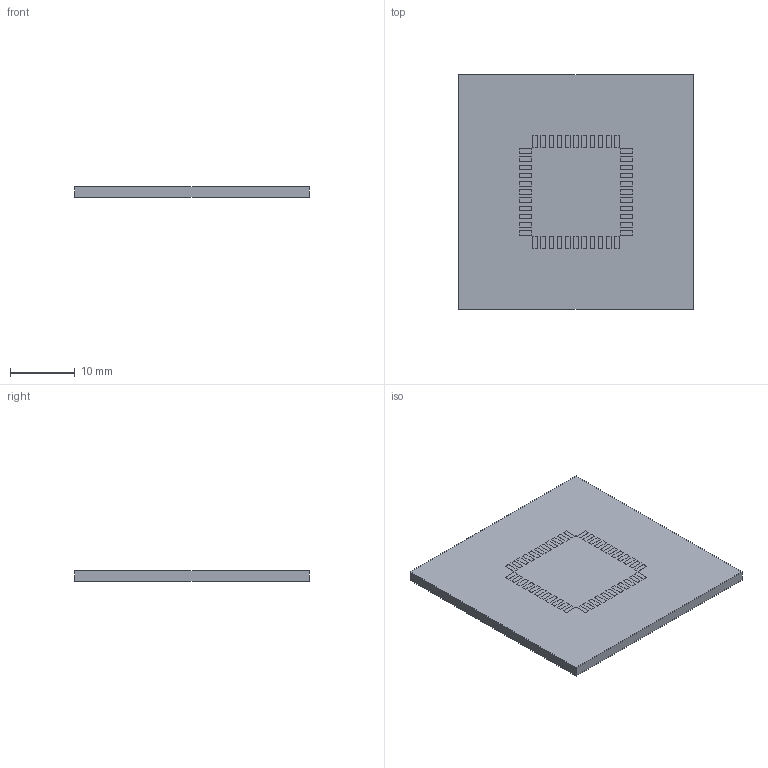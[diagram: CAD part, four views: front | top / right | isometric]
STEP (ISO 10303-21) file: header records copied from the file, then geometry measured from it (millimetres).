
FILE_DESCRIPTION(('FreeCAD Model'),'2;1');
FILE_NAME('Open CASCADE Shape Model','2024-08-29T11:05:25',(''),(''), 'Open CASCADE STEP processor 7.6','FreeCAD','Unknown');
FILE_SCHEMA(('AUTOMOTIVE_DESIGN { 1 0 10303 214 1 1 1 1 }'));
Length unit declared in the file: millimetre
Products named in the file (9): PLCC-44_SMD-Socket-fp; topPads; F.SilkS_; F.SilkS_outline_; F.CrtYd_; F.CrtYd_outline_; F.Fab_; F.Fab_outline_; PCB
Assembly tree (8 placements, depth 2):
  PLCC-44_SMD-Socket-fp
    topPads
    F.SilkS_
    F.SilkS_outline_
    F.CrtYd_
    F.CrtYd_outline_
    F.Fab_
    F.Fab_outline_
    PCB
Bounding box: 36.38 x 36.38 x 1.59 mm (x, y, z)
Volume: 2091.2 mm3; surface area: 2997.1 mm2
Topology: 45 solids, 45 shells, 270 faces, 715 edges, 710 vertices
Faces by surface type: plane 270
Entity records: 9165 total; most frequent: CARTESIAN_POINT 1704, DIRECTION 1343, ORIENTED_EDGE 1080, LINE 645, VECTOR 645, EDGE_CURVE 540, VERTEX_POINT 360, AXIS2_PLACEMENT_3D 349
